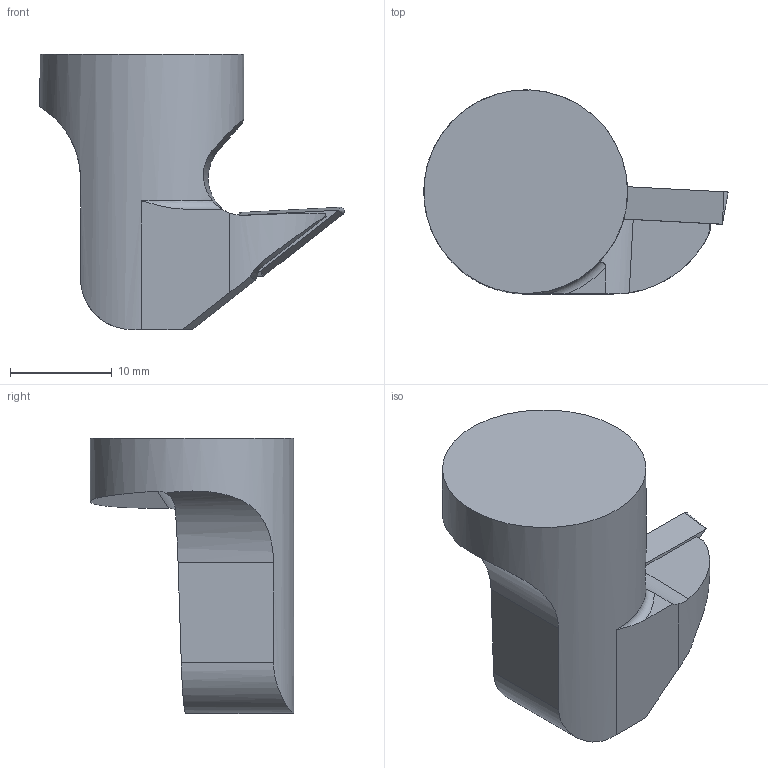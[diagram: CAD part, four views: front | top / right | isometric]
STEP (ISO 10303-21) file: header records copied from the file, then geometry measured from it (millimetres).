
FILE_DESCRIPTION(/* description */ (''),/* implementation_level */ '2;1');
FILE_NAME(/* name */ '1642483611896.stp',/* time_stamp */ '2022-01-18T10:57:14+05:00',/* author */ (''),/* organization */ ('SMS'),/* preprocessor_version */ 'ST-DEVELOPER v16.7',/* originating_system */ 'SIEMENS PLM Software NX 12.0',/* authorisation */ '');
FILE_SCHEMA (('AUTOMOTIVE_DESIGN { 1 0 10303 214 3 1 1 1 }'));
Length unit declared in the file: millimetre
Products named in the file (4): ASSEMBLY_CONSTRUCTION; IsoTurningInsert; 203917258mod000_00; 201696435mod000_01
Assembly tree (3 placements, depth 2):
  201696435mod000_01
    203917258mod000_00
    IsoTurningInsert
    ASSEMBLY_CONSTRUCTION
Bounding box: 29.87 x 20 x 27 mm (x, y, z)
Volume: 5265.9 mm3; surface area: 2417.8 mm2
Topology: 2 solids, 2 shells, 43 faces, 113 edges, 83 vertices
Faces by surface type: plane 22, cylinder 9, cone 7, torus 5
Full cylindrical faces by diameter (mm): 2.8 x2, 20 x1
Entity records: 1586 total; most frequent: CARTESIAN_POINT 364, DIRECTION 241, ORIENTED_EDGE 196, EDGE_CURVE 98, AXIS2_PLACEMENT_3D 97, VERTEX_POINT 69, EDGE_LOOP 55, LINE 47
